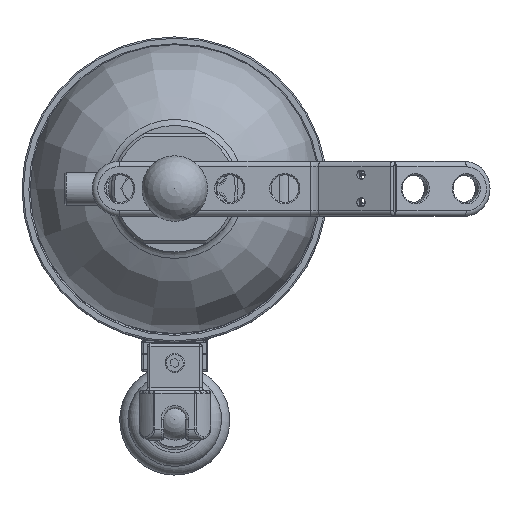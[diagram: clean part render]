
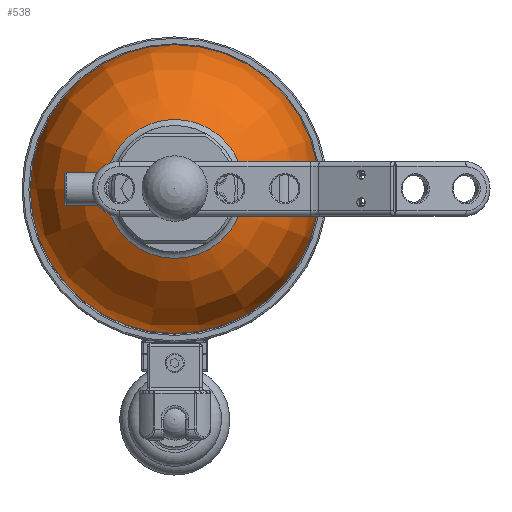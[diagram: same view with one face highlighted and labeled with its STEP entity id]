
A CAD part, top view. The second image highlights one B-rep face of the part: STEP entity #538.
In plain terms, the highlighted face is a revolution surface.
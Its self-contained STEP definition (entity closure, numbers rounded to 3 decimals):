
#520 = VERTEX_POINT('',#521);
#521 = CARTESIAN_POINT('',(52.5,0.,276.589));
#526 = EDGE_CURVE('',#520,#520,#527,.T.);
#527 = CIRCLE('',#528,52.5);
#528 = AXIS2_PLACEMENT_3D('',#529,#530,#531);
#529 = CARTESIAN_POINT('',(0.,0.,276.589));
#530 = DIRECTION('',(0.,0.,1.));
#531 = DIRECTION('',(1.,0.,0.));
#538 = ADVANCED_FACE('',(#539),#571,.T.);
#539 = FACE_BOUND('',#540,.T.);
#540 = EDGE_LOOP('',(#541,#552,#562,#563,#564));
#541 = ORIENTED_EDGE('',*,*,#542,.T.);
#542 = EDGE_CURVE('',#543,#545,#547,.T.);
#543 = VERTEX_POINT('',#544);
#544 = CARTESIAN_POINT('',(-25.245,0.,315.915));
#545 = VERTEX_POINT('',#546);
#546 = CARTESIAN_POINT('',(25.245,0.,315.915));
#547 = CIRCLE('',#548,25.245);
#548 = AXIS2_PLACEMENT_3D('',#549,#550,#551);
#549 = CARTESIAN_POINT('',(0.,0.,315.915));
#550 = DIRECTION('',(0.,0.,-1.));
#551 = DIRECTION('',(-1.,0.,0.));
#552 = ORIENTED_EDGE('',*,*,#553,.F.);
#553 = EDGE_CURVE('',#520,#545,#554,.T.);
#554 = ( BOUNDED_CURVE() B_SPLINE_CURVE(6,(#555,#556,#557,#558,#559,#560
,#561),.UNSPECIFIED.,.F.,.F.) B_SPLINE_CURVE_WITH_KNOTS((7,7),(0.,
1.212),.PIECEWISE_BEZIER_KNOTS.) CURVE() 
GEOMETRIC_REPRESENTATION_ITEM() RATIONAL_B_SPLINE_CURVE((1.019,
    1.006,0.999,0.996,0.999,
1.006,1.019)) REPRESENTATION_ITEM('') );
#555 = CARTESIAN_POINT('',(52.5,0.,276.589));
#556 = CARTESIAN_POINT('',(52.5,0.,285.179));
#557 = CARTESIAN_POINT('',(50.402,0.,
    293.639));
#558 = CARTESIAN_POINT('',(46.308,0.,
    301.405));
#559 = CARTESIAN_POINT('',(40.473,0.,
    307.966));
#560 = CARTESIAN_POINT('',(33.288,0.,
    312.9));
#561 = CARTESIAN_POINT('',(25.245,0.,
    315.915));
#562 = ORIENTED_EDGE('',*,*,#526,.T.);
#563 = ORIENTED_EDGE('',*,*,#553,.T.);
#564 = ORIENTED_EDGE('',*,*,#565,.T.);
#565 = EDGE_CURVE('',#545,#543,#566,.T.);
#566 = CIRCLE('',#567,25.245);
#567 = AXIS2_PLACEMENT_3D('',#568,#569,#570);
#568 = CARTESIAN_POINT('',(0.,0.,315.915));
#569 = DIRECTION('',(0.,0.,-1.));
#570 = DIRECTION('',(-1.,0.,0.));
#571 = SURFACE_OF_REVOLUTION('',#572,#585);
#572 = B_SPLINE_CURVE_WITH_KNOTS('',6,(#573,#574,#575,#576,#577,#578,
    #579,#580,#581,#582,#583,#584),.UNSPECIFIED.,.F.,.F.,(7,5,7),(0.,
    0.606,1.212),.UNSPECIFIED.);
#573 = CARTESIAN_POINT('',(52.5,0.,276.589));
#574 = CARTESIAN_POINT('',(52.5,0.,280.831));
#575 = CARTESIAN_POINT('',(51.986,0.,285.073));
#576 = CARTESIAN_POINT('',(50.957,0.,289.238));
#577 = CARTESIAN_POINT('',(49.431,0.,293.246));
#578 = CARTESIAN_POINT('',(47.437,0.,297.026));
#579 = CARTESIAN_POINT('',(42.604,0.,303.999));
#580 = CARTESIAN_POINT('',(39.764,0.,307.193));
#581 = CARTESIAN_POINT('',(36.547,0.,310.03));
#582 = CARTESIAN_POINT('',(33.009,0.,312.455));
#583 = CARTESIAN_POINT('',(29.217,0.,314.426));
#584 = CARTESIAN_POINT('',(25.245,0.,315.915));
#585 = AXIS1_PLACEMENT('',#586,#587);
#586 = CARTESIAN_POINT('',(0.,0.,276.589));
#587 = DIRECTION('',(0.,0.,1.));
